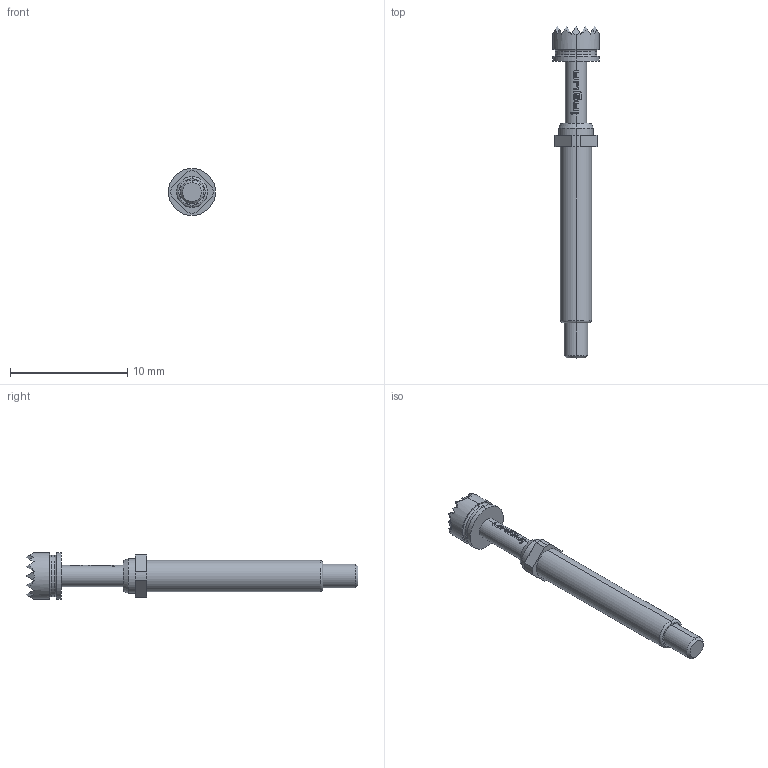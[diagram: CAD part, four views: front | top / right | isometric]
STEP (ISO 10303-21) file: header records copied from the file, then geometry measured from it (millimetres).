
FILE_DESCRIPTION (( 'STEP AP203' ), '1' );
FILE_NAME ('INGUN_HSS-120_306_400_A_xx02_M.STEP', '2022-02-03T14:02:02', ( 'ochi' ), ( '' ), 'SwSTEP 2.0', 'SolidWorks 2018', '' );
FILE_SCHEMA (( 'CONFIG_CONTROL_DESIGN' ));
Length unit declared in the file: millimetre
Products named in the file (1): INGUN_HSS-120_306_400_A_xx02_M
Bounding box: 4 x 28.3 x 4 mm (x, y, z)
Volume: 151 mm3; surface area: 275.3 mm2
Topology: 1 solids, 1 shells, 214 faces, 501 edges, 297 vertices
Faces by surface type: plane 144, cylinder 38, bspline 22, torus 6, cone 4
Entity records: 6324 total; most frequent: CARTESIAN_POINT 1671, ORIENTED_EDGE 1002, DIRECTION 883, EDGE_CURVE 501, AXIS2_PLACEMENT_3D 321, VERTEX_POINT 297, LINE 241, VECTOR 241
